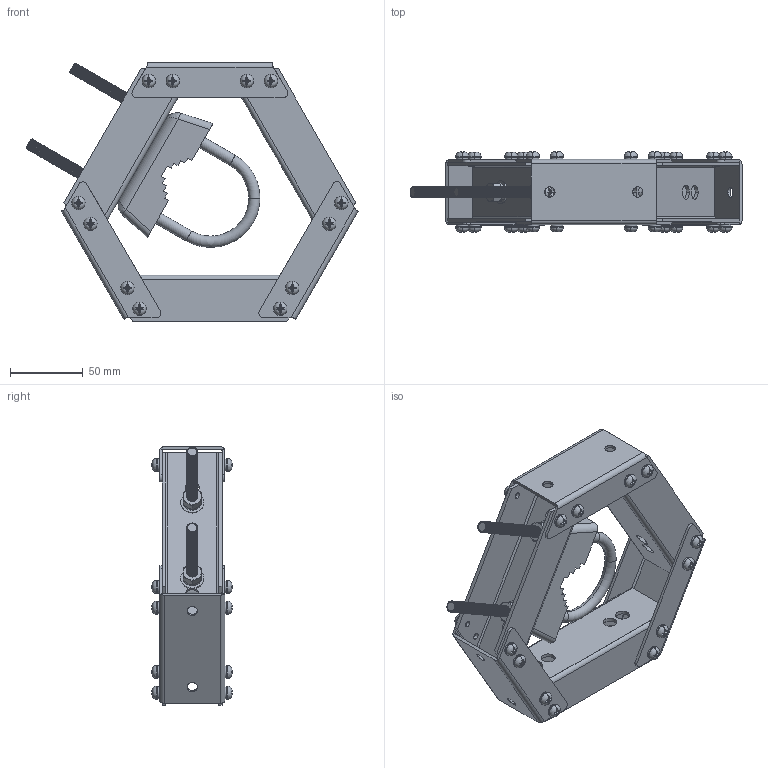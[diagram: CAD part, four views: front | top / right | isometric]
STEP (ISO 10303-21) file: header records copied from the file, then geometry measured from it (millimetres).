
FILE_DESCRIPTION (( 'STEP AP214' ), '1' );
FILE_NAME ('HGX-PMT26.STEP', '2013-07-29T18:40:16', ( 'x' ), ( '' ), 'SwSTEP 2.0', 'SolidWorks 2012', '' );
FILE_SCHEMA (( 'AUTOMOTIVE_DESIGN' ));
Length unit declared in the file: inch
Products named in the file (1): HGX-PMT26
Bounding box: 227.84 x 54.94 x 177.72 mm (x, y, z)
Volume: 174242.7 mm3; surface area: 149691.7 mm2
Topology: 2 solids, 2 shells, 2176 faces, 4962 edges, 2876 vertices
Faces by surface type: cone 1172, plane 636, cylinder 300, torus 60, bspline 8
Entity records: 89508 total; most frequent: CARTESIAN_POINT 12947, DIRECTION 10728, ORIENTED_EDGE 9924, EDGE_CURVE 4962, AXIS2_PLACEMENT_3D 4065, VERTEX_POINT 2876, VECTOR 2598, LINE 2598
